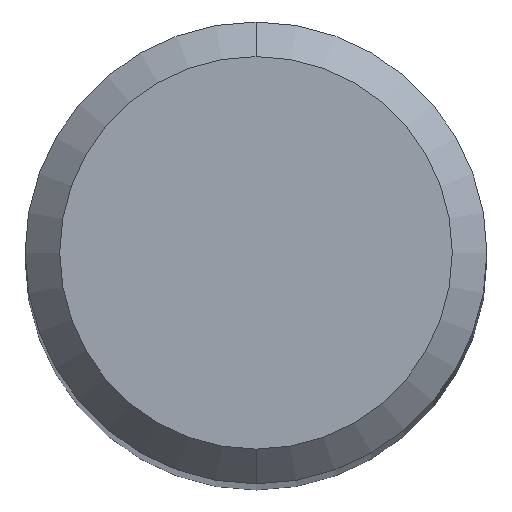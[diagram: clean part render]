
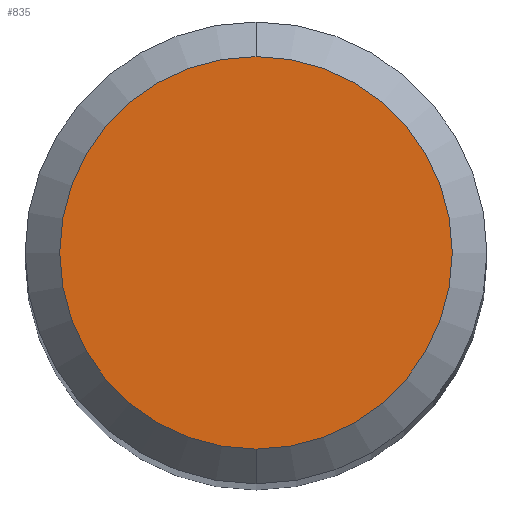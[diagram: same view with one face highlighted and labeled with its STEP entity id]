
A CAD part, top view. The second image highlights one B-rep face of the part: STEP entity #835.
In plain terms, the highlighted planar face has unit normal (0, 0, 1).
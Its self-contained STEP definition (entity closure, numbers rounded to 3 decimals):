
#617=VERTEX_POINT('',#1415);
#799=EDGE_CURVE('',#617,#939,#1615,.T.);
#835=ADVANCED_FACE('',(#1655),#1656,.T.);
#939=VERTEX_POINT('',#1764);
#1057=EDGE_CURVE('',#939,#617,#1889,.T.);
#1415=CARTESIAN_POINT('',(0.,-1.7,0.0));
#1615=CIRCLE('',#3616,1.7);
#1655=FACE_OUTER_BOUND('',#3825,.T.);
#1656=PLANE('',#3826);
#1764=CARTESIAN_POINT('',(0.0,1.7,0.0));
#1889=CIRCLE('',#4784,1.7);
#3616=AXIS2_PLACEMENT_3D('',#5907,#5908,#5909);
#3825=EDGE_LOOP('',(#5965,#5966));
#3826=AXIS2_PLACEMENT_3D('',#5967,#5968,#5969);
#4784=AXIS2_PLACEMENT_3D('',#6153,#6154,#6155);
#5907=CARTESIAN_POINT('',(0.0,0.0,0.0));
#5908=DIRECTION('',(0.0,0.0,-1.0));
#5909=DIRECTION('',(0.0,1.0,0.0));
#5965=ORIENTED_EDGE('',*,*,#1057,.F.);
#5966=ORIENTED_EDGE('',*,*,#799,.F.);
#5967=CARTESIAN_POINT('',(0.0,0.85,0.0));
#5968=DIRECTION('',(-0.0,0.0,1.0));
#5969=DIRECTION('',(0.0,-1.0,0.0));
#6153=CARTESIAN_POINT('',(0.0,0.0,0.0));
#6154=DIRECTION('',(0.0,0.0,-1.0));
#6155=DIRECTION('',(0.0,1.0,0.0));
